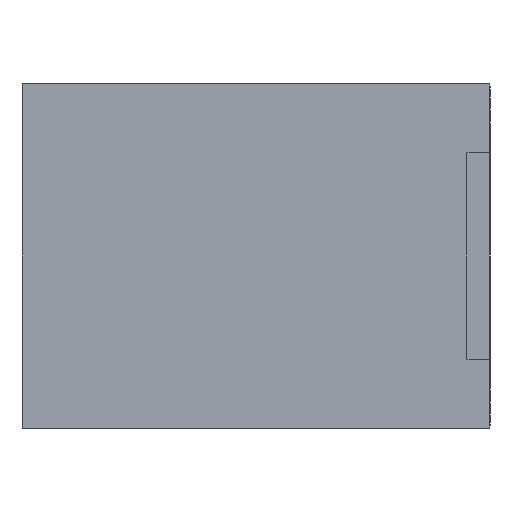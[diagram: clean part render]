
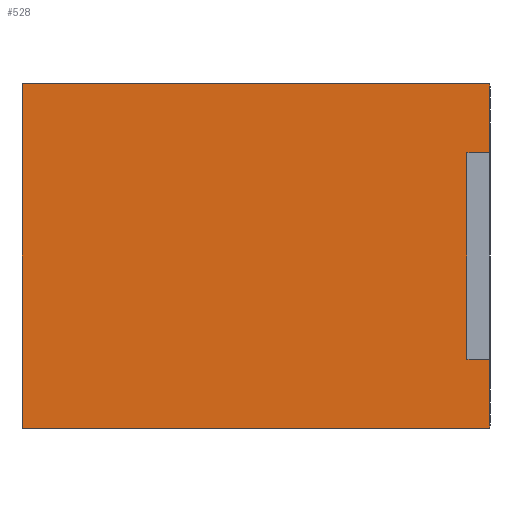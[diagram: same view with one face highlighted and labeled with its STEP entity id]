
A CAD part, left-side view. The second image highlights one B-rep face of the part: STEP entity #528.
In plain terms, the highlighted planar face has unit normal (-1, 0, 0).
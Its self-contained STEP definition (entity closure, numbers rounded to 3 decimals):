
#40 = ORIENTED_EDGE ( 'NONE', *, *, #1997, .F. ) ;
#46 = FACE_OUTER_BOUND ( 'NONE', #377, .T. ) ;
#58 = DIRECTION ( 'NONE',  ( 0., 0., 1. ) ) ;
#67 = DIRECTION ( 'NONE',  ( 0., 0., -1. ) ) ;
#105 = DIRECTION ( 'NONE',  ( 0., 1., 0. ) ) ;
#108 = CARTESIAN_POINT ( 'NONE',  ( 0., -1., 15. ) ) ;
#128 = VERTEX_POINT ( 'NONE', #913 ) ;
#185 = LINE ( 'NONE', #517, #1477 ) ;
#196 = CARTESIAN_POINT ( 'NONE',  ( 0., 0., 15. ) ) ;
#261 = CARTESIAN_POINT ( 'NONE',  ( 0., 0., 15. ) ) ;
#281 = EDGE_CURVE ( 'NONE', #1383, #355, #1102, .T. ) ;
#345 = ORIENTED_EDGE ( 'NONE', *, *, #895, .T. ) ;
#355 = VERTEX_POINT ( 'NONE', #778 ) ;
#377 = EDGE_LOOP ( 'NONE', ( #1070, #1202, #2026, #2000, #1165, #40, #941, #345 ) ) ;
#411 = VECTOR ( 'NONE', #877, 1000. ) ;
#423 = VECTOR ( 'NONE', #626, 1000. ) ;
#432 = CARTESIAN_POINT ( 'NONE',  ( 0., -1., 0. ) ) ;
#456 = LINE ( 'NONE', #432, #1179 ) ;
#517 = CARTESIAN_POINT ( 'NONE',  ( 0., 0., 15. ) ) ;
#528 = ADVANCED_FACE ( 'NONE', ( #46 ), #1410, .T. ) ;
#531 = LINE ( 'NONE', #794, #1464 ) ;
#572 = DIRECTION ( 'NONE',  ( -1., 0., 0. ) ) ;
#626 = DIRECTION ( 'NONE',  ( 0., 1., 0. ) ) ;
#704 = VECTOR ( 'NONE', #67, 1000. ) ;
#748 = LINE ( 'NONE', #1539, #411 ) ;
#753 = CARTESIAN_POINT ( 'NONE',  ( 0., -1., 3. ) ) ;
#778 = CARTESIAN_POINT ( 'NONE',  ( 0., 19.4, 0. ) ) ;
#794 = CARTESIAN_POINT ( 'NONE',  ( 0., -1., 3. ) ) ;
#835 = VERTEX_POINT ( 'NONE', #1012 ) ;
#877 = DIRECTION ( 'NONE',  ( 0., 1., 0. ) ) ;
#895 = EDGE_CURVE ( 'NONE', #835, #355, #1033, .T. ) ;
#913 = CARTESIAN_POINT ( 'NONE',  ( 0., -1., 12. ) ) ;
#941 = ORIENTED_EDGE ( 'NONE', *, *, #2136, .T. ) ;
#1012 = CARTESIAN_POINT ( 'NONE',  ( 0., 19.4, 15. ) ) ;
#1033 = LINE ( 'NONE', #1397, #1176 ) ;
#1038 = VERTEX_POINT ( 'NONE', #753 ) ;
#1049 = CARTESIAN_POINT ( 'NONE',  ( 0., -1., 0. ) ) ;
#1070 = ORIENTED_EDGE ( 'NONE', *, *, #281, .F. ) ;
#1073 = CARTESIAN_POINT ( 'NONE',  ( 0., 0., 12. ) ) ;
#1101 = DIRECTION ( 'NONE',  ( 0., 0., -1. ) ) ;
#1102 = LINE ( 'NONE', #2115, #1726 ) ;
#1165 = ORIENTED_EDGE ( 'NONE', *, *, #1671, .F. ) ;
#1176 = VECTOR ( 'NONE', #2055, 1000. ) ;
#1179 = VECTOR ( 'NONE', #1101, 1000. ) ;
#1202 = ORIENTED_EDGE ( 'NONE', *, *, #1771, .F. ) ;
#1239 = CARTESIAN_POINT ( 'NONE',  ( 0., -1., 15. ) ) ;
#1350 = DIRECTION ( 'NONE',  ( 0., 0., -1. ) ) ;
#1383 = VERTEX_POINT ( 'NONE', #1049 ) ;
#1387 = LINE ( 'NONE', #1239, #704 ) ;
#1397 = CARTESIAN_POINT ( 'NONE',  ( 0., 19.4, 15. ) ) ;
#1410 = PLANE ( 'NONE',  #1724 ) ;
#1413 = VERTEX_POINT ( 'NONE', #1073 ) ;
#1464 = VECTOR ( 'NONE', #1470, 1000. ) ;
#1466 = VERTEX_POINT ( 'NONE', #108 ) ;
#1470 = DIRECTION ( 'NONE',  ( 0., 1., 0. ) ) ;
#1477 = VECTOR ( 'NONE', #1350, 1000. ) ;
#1539 = CARTESIAN_POINT ( 'NONE',  ( 0., -1., 12. ) ) ;
#1589 = EDGE_CURVE ( 'NONE', #1038, #1684, #531, .T. ) ;
#1671 = EDGE_CURVE ( 'NONE', #128, #1413, #748, .T. ) ;
#1684 = VERTEX_POINT ( 'NONE', #1932 ) ;
#1724 = AXIS2_PLACEMENT_3D ( 'NONE', #196, #572, #58 ) ;
#1726 = VECTOR ( 'NONE', #105, 1000. ) ;
#1771 = EDGE_CURVE ( 'NONE', #1038, #1383, #456, .T. ) ;
#1932 = CARTESIAN_POINT ( 'NONE',  ( 0., 0., 3. ) ) ;
#1933 = EDGE_CURVE ( 'NONE', #1413, #1684, #185, .T. ) ;
#1941 = LINE ( 'NONE', #261, #423 ) ;
#1997 = EDGE_CURVE ( 'NONE', #1466, #128, #1387, .T. ) ;
#2000 = ORIENTED_EDGE ( 'NONE', *, *, #1933, .F. ) ;
#2026 = ORIENTED_EDGE ( 'NONE', *, *, #1589, .T. ) ;
#2055 = DIRECTION ( 'NONE',  ( 0., 0., -1. ) ) ;
#2115 = CARTESIAN_POINT ( 'NONE',  ( 0., 0., 0. ) ) ;
#2136 = EDGE_CURVE ( 'NONE', #1466, #835, #1941, .T. ) ;
